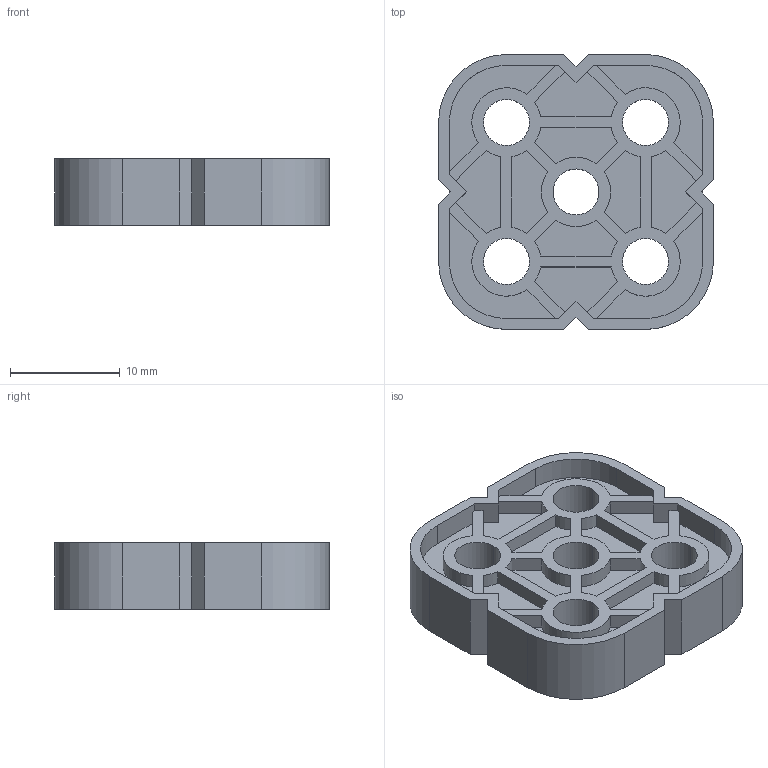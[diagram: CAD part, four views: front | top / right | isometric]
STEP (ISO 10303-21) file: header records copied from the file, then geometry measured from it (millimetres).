
FILE_DESCRIPTION (( 'STEP AP214' ), '1' );
FILE_NAME ('228-2500-017.STEP', '2014-03-06T17:52:48', ( '' ), ( '' ), 'SwSTEP 2.0', 'SolidWorks 2013', '' );
FILE_SCHEMA (( 'AUTOMOTIVE_DESIGN' ));
Length unit declared in the file: millimetre
Products named in the file (1): 228-2500-017
Bounding box: 25.1 x 25.1 x 6.1 mm (x, y, z)
Volume: 1816.4 mm3; surface area: 2799.3 mm2
Topology: 1 solids, 1 shells, 216 faces, 612 edges, 408 vertices
Faces by surface type: plane 140, cylinder 76
Entity records: 7062 total; most frequent: CARTESIAN_POINT 1237, ORIENTED_EDGE 1224, DIRECTION 1198, EDGE_CURVE 612, VECTOR 460, LINE 460, VERTEX_POINT 408, AXIS2_PLACEMENT_3D 369
